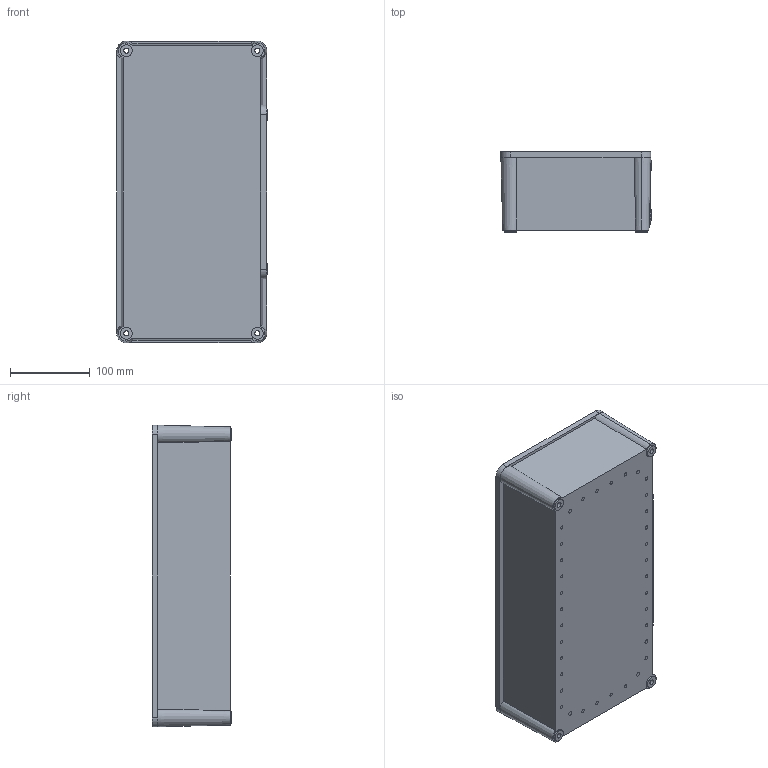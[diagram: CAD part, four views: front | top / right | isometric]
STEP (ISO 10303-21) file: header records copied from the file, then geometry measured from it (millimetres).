
FILE_DESCRIPTION (( 'STEP AP214' ), '1' );
FILE_NAME ('Fibox_EKMR_380x190x100_B.STEP', '2015-10-23T05:08:25', ( '' ), ( '' ), 'SwSTEP 2.0', 'SolidWorks 2014', '' );
FILE_SCHEMA (( 'AUTOMOTIVE_DESIGN' ));
Length unit declared in the file: millimetre
Products named in the file (1): Fibox_EKMR_380x190x100_B
Bounding box: 188.5 x 100 x 378 mm (x, y, z)
Volume: 671211.1 mm3; surface area: 384304.3 mm2
Topology: 1 solids, 1 shells, 606 faces, 1458 edges, 964 vertices
Faces by surface type: cylinder 322, plane 265, cone 19
Entity records: 18396 total; most frequent: DIRECTION 3326, CARTESIAN_POINT 3077, ORIENTED_EDGE 2916, EDGE_CURVE 1458, AXIS2_PLACEMENT_3D 1277, VERTEX_POINT 964, VECTOR 772, LINE 772
